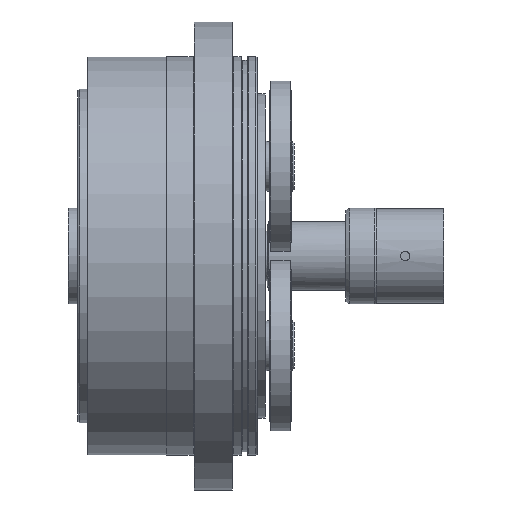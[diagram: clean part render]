
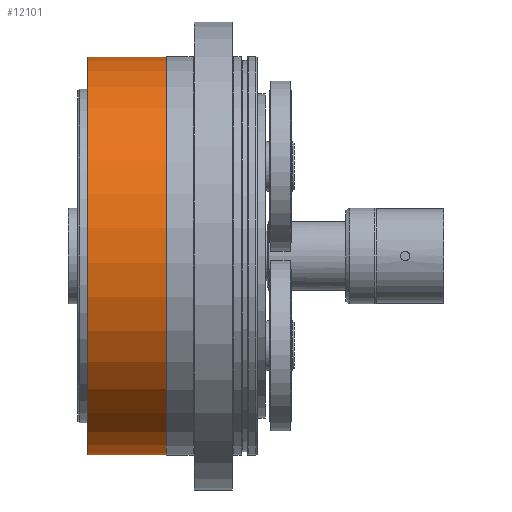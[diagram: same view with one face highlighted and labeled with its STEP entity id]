
A CAD part, front view. The second image highlights one B-rep face of the part: STEP entity #12101.
In plain terms, the highlighted cylindrical face has radius 103.75 mm (diameter 207.5 mm), a full revolution.
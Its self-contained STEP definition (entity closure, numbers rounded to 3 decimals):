
#629=LINE('',#22682,#1143);
#1143=VECTOR('',#17250,103.75);
#1417=CYLINDRICAL_SURFACE('',#13658,103.75);
#2578=FACE_OUTER_BOUND('',#3491,.T.);
#3491=EDGE_LOOP('',(#10404,#10405,#10406,#10407));
#4480=CIRCLE('',#13657,103.75);
#4481=CIRCLE('',#13659,103.75);
#5751=VERTEX_POINT('',#22677);
#5752=VERTEX_POINT('',#22680);
#7320=EDGE_CURVE('',#5751,#5751,#4480,.T.);
#7321=EDGE_CURVE('',#5752,#5752,#4481,.T.);
#7322=EDGE_CURVE('',#5752,#5751,#629,.T.);
#10404=ORIENTED_EDGE('',*,*,#7321,.F.);
#10405=ORIENTED_EDGE('',*,*,#7322,.T.);
#10406=ORIENTED_EDGE('',*,*,#7320,.F.);
#10407=ORIENTED_EDGE('',*,*,#7322,.F.);
#12101=ADVANCED_FACE('',(#2578),#1417,.T.);
#13657=AXIS2_PLACEMENT_3D('',#22678,#17244,#17245);
#13658=AXIS2_PLACEMENT_3D('',#22679,#17246,#17247);
#13659=AXIS2_PLACEMENT_3D('',#22681,#17248,#17249);
#17244=DIRECTION('center_axis',(1.,0.,0.));
#17245=DIRECTION('ref_axis',(0.,-0.951,0.309));
#17246=DIRECTION('center_axis',(-1.,0.,0.));
#17247=DIRECTION('ref_axis',(0.,-0.951,0.309));
#17248=DIRECTION('center_axis',(-1.,0.,0.));
#17249=DIRECTION('ref_axis',(0.,-0.951,0.309));
#17250=DIRECTION('',(1.,0.,0.));
#22677=CARTESIAN_POINT('',(46.,98.672,-32.061));
#22678=CARTESIAN_POINT('Origin',(46.,0.,0.));
#22679=CARTESIAN_POINT('Origin',(80.5,0.,0.));
#22680=CARTESIAN_POINT('',(5.,98.672,-32.061));
#22681=CARTESIAN_POINT('Origin',(5.,0.,0.));
#22682=CARTESIAN_POINT('',(80.5,98.672,-32.061));
